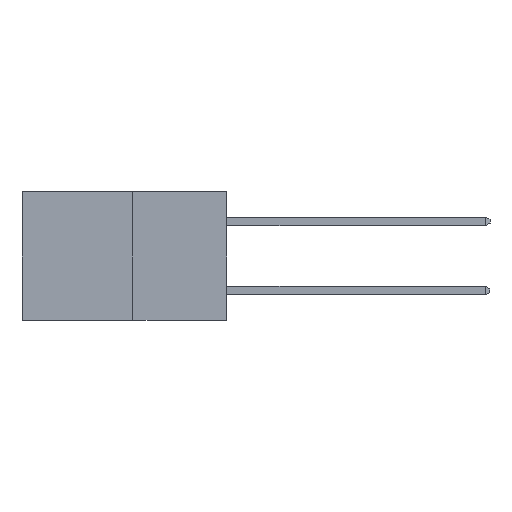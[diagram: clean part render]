
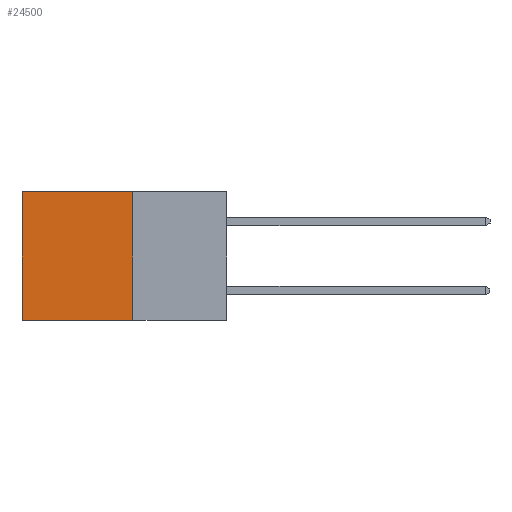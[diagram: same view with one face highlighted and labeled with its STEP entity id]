
A CAD part, left-side view. The second image highlights one B-rep face of the part: STEP entity #24500.
In plain terms, the highlighted planar face has unit normal (-1, 0, 0).
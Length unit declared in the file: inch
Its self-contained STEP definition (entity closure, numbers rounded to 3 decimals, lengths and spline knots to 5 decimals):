
#1198 = DIRECTION ( 'NONE',  ( 1., 0., 0. ) ) ;
#1715 = VERTEX_POINT ( 'NONE', #20859 ) ;
#4037 = DIRECTION ( 'NONE',  ( 0., 1., 0. ) ) ;
#4545 = VECTOR ( 'NONE', #27823, 39.37008 ) ;
#4654 = VECTOR ( 'NONE', #17836, 39.37008 ) ;
#4794 = DIRECTION ( 'NONE',  ( 0., 1., 0. ) ) ;
#4902 = ORIENTED_EDGE ( 'NONE', *, *, #15783, .F. ) ;
#6387 = CARTESIAN_POINT ( 'NONE',  ( 0.277, 0.27, -0.37 ) ) ;
#8021 = CARTESIAN_POINT ( 'NONE',  ( 0.277, 0.59, -0.37 ) ) ;
#8717 = CARTESIAN_POINT ( 'NONE',  ( 0.277, 0.59, 0. ) ) ;
#8898 = CARTESIAN_POINT ( 'NONE',  ( 0.277, 0.59, -0.37 ) ) ;
#9682 = VERTEX_POINT ( 'NONE', #13237 ) ;
#10349 = LINE ( 'NONE', #11155, #4545 ) ;
#11155 = CARTESIAN_POINT ( 'NONE',  ( 0.277, 0.27, -0.37 ) ) ;
#12895 = VERTEX_POINT ( 'NONE', #8898 ) ;
#13237 = CARTESIAN_POINT ( 'NONE',  ( 0.277, 0.27, -0.37 ) ) ;
#15294 = ORIENTED_EDGE ( 'NONE', *, *, #15337, .T. ) ;
#15337 = EDGE_CURVE ( 'NONE', #1715, #30734, #28641, .T. ) ;
#15783 = EDGE_CURVE ( 'NONE', #1715, #9682, #10349, .T. ) ;
#15815 = AXIS2_PLACEMENT_3D ( 'NONE', #20490, #1198, #18244 ) ;
#15919 = EDGE_LOOP ( 'NONE', ( #21045, #16536, #4902, #15294 ) ) ;
#16522 = VECTOR ( 'NONE', #4037, 39.37008 ) ;
#16536 = ORIENTED_EDGE ( 'NONE', *, *, #28923, .F. ) ;
#17010 = CARTESIAN_POINT ( 'NONE',  ( 0.277, 0.27, 0. ) ) ;
#17155 = FACE_OUTER_BOUND ( 'NONE', #15919, .T. ) ;
#17836 = DIRECTION ( 'NONE',  ( 0., 0., -1. ) ) ;
#18244 = DIRECTION ( 'NONE',  ( 0., 0., -1. ) ) ;
#20490 = CARTESIAN_POINT ( 'NONE',  ( 0.277, 0.27, -0.37 ) ) ;
#20859 = CARTESIAN_POINT ( 'NONE',  ( 0.277, 0.27, 0. ) ) ;
#21045 = ORIENTED_EDGE ( 'NONE', *, *, #28689, .T. ) ;
#22781 = LINE ( 'NONE', #6387, #16522 ) ;
#23092 = VECTOR ( 'NONE', #4794, 39.37008 ) ;
#23905 = LINE ( 'NONE', #8021, #4654 ) ;
#24500 = ADVANCED_FACE ( 'NONE', ( #17155 ), #29945, .F. ) ;
#27823 = DIRECTION ( 'NONE',  ( 0., 0., -1. ) ) ;
#28641 = LINE ( 'NONE', #17010, #23092 ) ;
#28689 = EDGE_CURVE ( 'NONE', #30734, #12895, #23905, .T. ) ;
#28923 = EDGE_CURVE ( 'NONE', #9682, #12895, #22781, .T. ) ;
#29945 = PLANE ( 'NONE',  #15815 ) ;
#30734 = VERTEX_POINT ( 'NONE', #8717 ) ;
